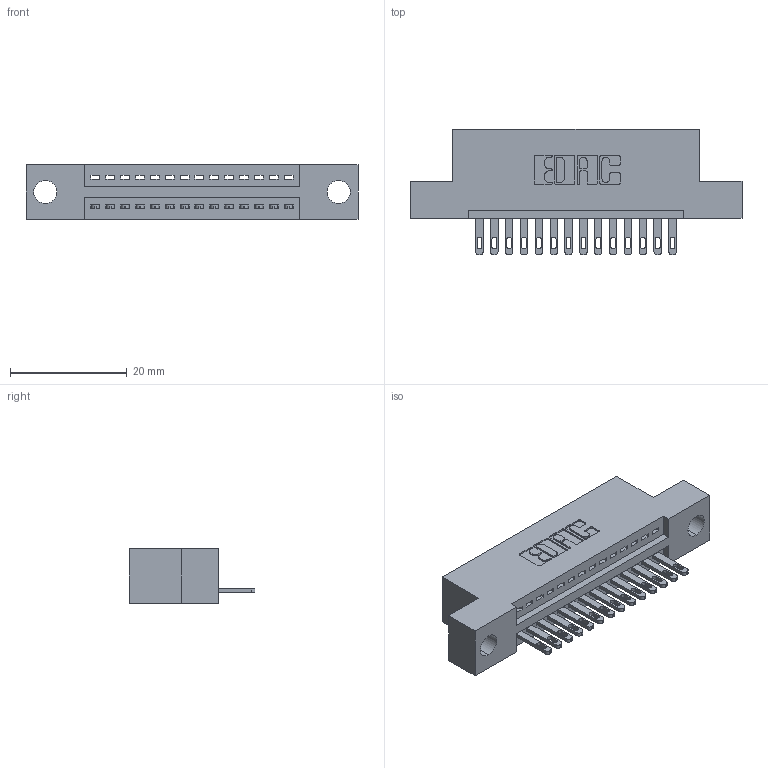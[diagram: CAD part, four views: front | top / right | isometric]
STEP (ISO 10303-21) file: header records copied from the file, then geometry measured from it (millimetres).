
FILE_DESCRIPTION (( 'STEP AP203' ), '1' );
FILE_NAME ('345-014-500-104.STEP', '2019-10-04T04:55:23', ( '' ), ( '' ), 'SwSTEP 2.0', 'SolidWorks 2016', '' );
FILE_SCHEMA (( 'CONFIG_CONTROL_DESIGN' ));
Length unit declared in the file: inch
Products named in the file (3): 345-292-001_345-293-100; 345-014-500-104; 345 Part_Flush Mounting Lugs - 0.156 Dia-TH
Assembly tree (15 placements, depth 2):
  345-014-500-104
    345 Part_Flush Mounting Lugs - 0.156 Dia-TH
    345-292-001_345-293-100  x14
Bounding box: 56.77 x 21.51 x 9.4 mm (x, y, z)
Volume: 5083.4 mm3; surface area: 6215.1 mm2
Topology: 15 solids, 15 shells, 882 faces, 2693 edges, 1794 vertices
Faces by surface type: plane 556, cylinder 326
Entity records: 14239 total; most frequent: CARTESIAN_POINT 2474, ORIENTED_EDGE 2422, DIRECTION 2203, EDGE_CURVE 1211, LINE 1019, VECTOR 1019, VERTEX_POINT 806, AXIS2_PLACEMENT_3D 592
